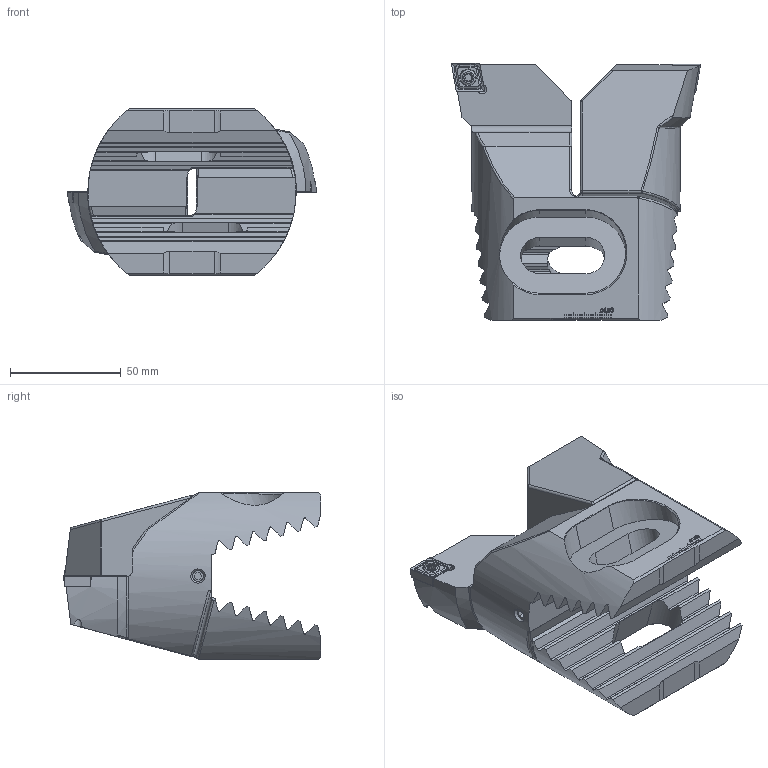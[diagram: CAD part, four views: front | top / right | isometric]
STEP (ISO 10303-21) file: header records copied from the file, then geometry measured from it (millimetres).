
FILE_DESCRIPTION (( 'STEP AP214' ), '1' );
FILE_NAME ('Z94.WCC.B13.067.STEP', '2020-08-14T12:01:16', ( '' ), ( '' ), 'SwSTEP 2.0', 'SolidWorks 2017', '' );
FILE_SCHEMA (( 'AUTOMOTIVE_DESIGN' ));
Length unit declared in the file: millimetre
Products named in the file (8): Z94-ER3.001.040; Z94.WCC.B13.067; Z94-xxx.001.067_E; Z94-WCC.001.067_Ersatzteile; CCMT120404; Z94-WCC.004.067_einzeln; Z94-xxx.001.067_C_versetzt; WCC-ER2.001.010_A
Assembly tree (10 placements, depth 3):
  Z94.WCC.B13.067
    Z94-WCC.001.067_Ersatzteile
      Z94-xxx.001.067_E
      Z94-ER3.001.040
      CCMT120404
      WCC-ER2.001.010_A
    Z94-WCC.004.067_einzeln
      Z94-xxx.001.067_C_versetzt
      CCMT120404
      WCC-ER2.001.010_A
    Z94-ER3.001.040
Bounding box: 112.5 x 116.2 x 75.2 mm (x, y, z)
Volume: 343364.7 mm3; surface area: 64386 mm2
Topology: 8 solids, 8 shells, 721 faces, 1897 edges, 1191 vertices
Faces by surface type: plane 444, bspline 106, cylinder 104, cone 49, sphere 10, torus 8
Full cylindrical faces by diameter (mm): 2 x4, 4 x2, 4.2 x4, 5 x4, 5.5 x2, 6 x2, 7 x2, 7.6 x2
Entity records: 25207 total; most frequent: CARTESIAN_POINT 9423, ORIENTED_EDGE 3292, DIRECTION 2494, EDGE_CURVE 1646, LINE 1076, VECTOR 1076, VERTEX_POINT 1063, AXIS2_PLACEMENT_3D 709
